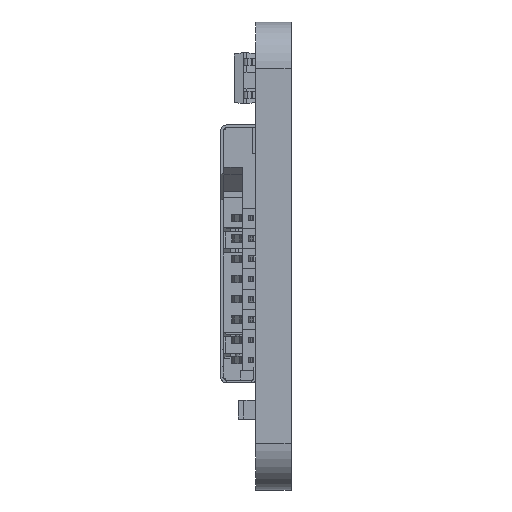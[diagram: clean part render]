
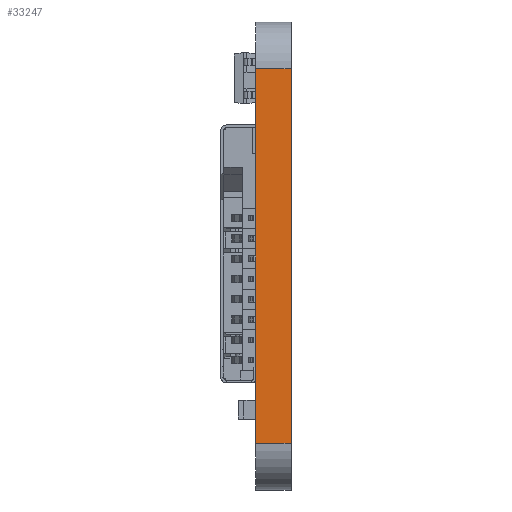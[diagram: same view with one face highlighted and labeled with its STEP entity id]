
A CAD part, left-side view. The second image highlights one B-rep face of the part: STEP entity #33247.
In plain terms, the highlighted planar face has unit normal (-1, 0, 0).
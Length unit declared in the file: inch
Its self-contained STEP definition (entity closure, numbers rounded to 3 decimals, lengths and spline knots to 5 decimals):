
#318 = VERTEX_POINT ( 'NONE', #1484 ) ;
#1484 = CARTESIAN_POINT ( 'NONE',  ( -0.625, 0., -0.4 ) ) ;
#1579 = LINE ( 'NONE', #34691, #29967 ) ;
#2766 = VECTOR ( 'NONE', #17116, 39.37008 ) ;
#2924 = VERTEX_POINT ( 'NONE', #40649 ) ;
#4291 = PLANE ( 'NONE',  #7384 ) ;
#4439 = LINE ( 'NONE', #12866, #25384 ) ;
#4556 = DIRECTION ( 'NONE',  ( 1., 0., 0. ) ) ;
#6365 = VERTEX_POINT ( 'NONE', #11669 ) ;
#7384 = AXIS2_PLACEMENT_3D ( 'NONE', #26599, #4556, #7473 ) ;
#7473 = DIRECTION ( 'NONE',  ( 0., 0., -1. ) ) ;
#11669 = CARTESIAN_POINT ( 'NONE',  ( -0.625, 0.07598, 0.4 ) ) ;
#12866 = CARTESIAN_POINT ( 'NONE',  ( -0.625, 0., 0.4 ) ) ;
#14150 = CARTESIAN_POINT ( 'NONE',  ( -0.625, 0.07598, -0.4 ) ) ;
#14950 = EDGE_CURVE ( 'NONE', #20028, #318, #1579, .T. ) ;
#15803 = ORIENTED_EDGE ( 'NONE', *, *, #39119, .T. ) ;
#16392 = ORIENTED_EDGE ( 'NONE', *, *, #14950, .T. ) ;
#16630 = EDGE_LOOP ( 'NONE', ( #15803, #20570, #40079, #16392 ) ) ;
#17116 = DIRECTION ( 'NONE',  ( 0., 0., 1. ) ) ;
#17977 = LINE ( 'NONE', #26444, #34445 ) ;
#18502 = DIRECTION ( 'NONE',  ( 0., -1., 0. ) ) ;
#20028 = VERTEX_POINT ( 'NONE', #14150 ) ;
#20570 = ORIENTED_EDGE ( 'NONE', *, *, #29051, .F. ) ;
#22752 = LINE ( 'NONE', #33194, #2766 ) ;
#22829 = DIRECTION ( 'NONE',  ( 0., 0., 1. ) ) ;
#23743 = FACE_OUTER_BOUND ( 'NONE', #16630, .T. ) ;
#25384 = VECTOR ( 'NONE', #22829, 39.37008 ) ;
#26444 = CARTESIAN_POINT ( 'NONE',  ( -0.625, 0.07598, 0.4 ) ) ;
#26599 = CARTESIAN_POINT ( 'NONE',  ( -0.625, 0.07598, 0.4 ) ) ;
#29051 = EDGE_CURVE ( 'NONE', #6365, #2924, #17977, .T. ) ;
#29967 = VECTOR ( 'NONE', #18502, 39.37008 ) ;
#32518 = EDGE_CURVE ( 'NONE', #20028, #6365, #22752, .T. ) ;
#33194 = CARTESIAN_POINT ( 'NONE',  ( -0.625, 0.07598, 0.4 ) ) ;
#33247 = ADVANCED_FACE ( 'NONE', ( #23743 ), #4291, .F. ) ;
#34445 = VECTOR ( 'NONE', #39224, 39.37008 ) ;
#34691 = CARTESIAN_POINT ( 'NONE',  ( -0.625, 0.07598, -0.4 ) ) ;
#39119 = EDGE_CURVE ( 'NONE', #318, #2924, #4439, .T. ) ;
#39224 = DIRECTION ( 'NONE',  ( 0., -1., 0. ) ) ;
#40079 = ORIENTED_EDGE ( 'NONE', *, *, #32518, .F. ) ;
#40649 = CARTESIAN_POINT ( 'NONE',  ( -0.625, 0., 0.4 ) ) ;
